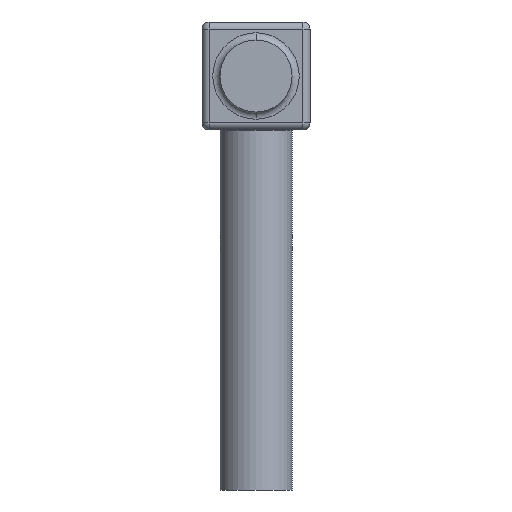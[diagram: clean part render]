
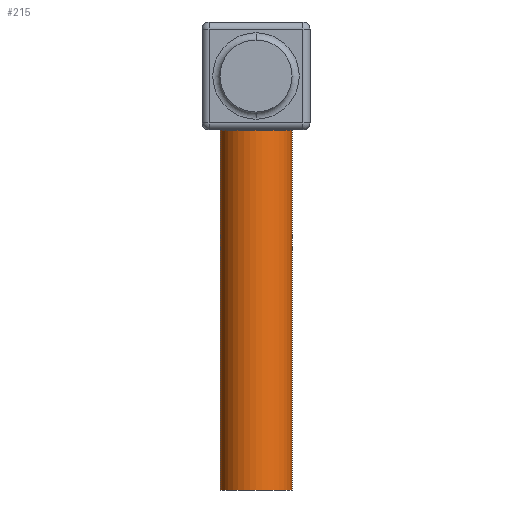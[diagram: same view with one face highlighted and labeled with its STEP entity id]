
A CAD part, front view. The second image highlights one B-rep face of the part: STEP entity #215.
In plain terms, the highlighted cylindrical face has radius 5 mm (diameter 10 mm), a partial arc.
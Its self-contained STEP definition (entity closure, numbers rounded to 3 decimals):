
#9 = VECTOR ( 'NONE', #574, 1000. ) ;
#20 = FACE_OUTER_BOUND ( 'NONE', #31, .T. ) ;
#31 = EDGE_LOOP ( 'NONE', ( #146, #787, #48, #297 ) ) ;
#48 = ORIENTED_EDGE ( 'NONE', *, *, #896, .T. ) ;
#104 = DIRECTION ( 'NONE',  ( 0., 0., -1. ) ) ;
#146 = ORIENTED_EDGE ( 'NONE', *, *, #431, .F. ) ;
#213 = CARTESIAN_POINT ( 'NONE',  ( 0., 0., -7.5 ) ) ;
#215 = ADVANCED_FACE ( 'NONE', ( #20 ), #537, .T. ) ;
#283 = CARTESIAN_POINT ( 'NONE',  ( -5., 0., -57.5 ) ) ;
#297 = ORIENTED_EDGE ( 'NONE', *, *, #474, .T. ) ;
#344 = DIRECTION ( 'NONE',  ( 1., 0., 0. ) ) ;
#349 = AXIS2_PLACEMENT_3D ( 'NONE', #213, #810, #585 ) ;
#420 = DIRECTION ( 'NONE',  ( 0., 0., 1. ) ) ;
#431 = EDGE_CURVE ( 'NONE', #646, #502, #612, .T. ) ;
#453 = DIRECTION ( 'NONE',  ( -1., 0., 0. ) ) ;
#474 = EDGE_CURVE ( 'NONE', #746, #502, #814, .T. ) ;
#502 = VERTEX_POINT ( 'NONE', #732 ) ;
#521 = CARTESIAN_POINT ( 'NONE',  ( 5., 0., -7.5 ) ) ;
#526 = CARTESIAN_POINT ( 'NONE',  ( 0., 0., -57.5 ) ) ;
#537 = CYLINDRICAL_SURFACE ( 'NONE', #655, 5. ) ;
#574 = DIRECTION ( 'NONE',  ( 0., 0., 1. ) ) ;
#585 = DIRECTION ( 'NONE',  ( 1., 0., 0. ) ) ;
#586 = CARTESIAN_POINT ( 'NONE',  ( 5., 0., -57.5 ) ) ;
#592 = LINE ( 'NONE', #815, #622 ) ;
#612 = LINE ( 'NONE', #734, #9 ) ;
#622 = VECTOR ( 'NONE', #820, 1000. ) ;
#646 = VERTEX_POINT ( 'NONE', #283 ) ;
#655 = AXIS2_PLACEMENT_3D ( 'NONE', #707, #420, #344 ) ;
#678 = AXIS2_PLACEMENT_3D ( 'NONE', #526, #104, #453 ) ;
#707 = CARTESIAN_POINT ( 'NONE',  ( 0., 0., -57.5 ) ) ;
#732 = CARTESIAN_POINT ( 'NONE',  ( -5., 0., -7.5 ) ) ;
#734 = CARTESIAN_POINT ( 'NONE',  ( -5., 0., -57.5 ) ) ;
#746 = VERTEX_POINT ( 'NONE', #521 ) ;
#787 = ORIENTED_EDGE ( 'NONE', *, *, #822, .F. ) ;
#810 = DIRECTION ( 'NONE',  ( 0., 0., -1. ) ) ;
#814 = CIRCLE ( 'NONE', #349, 5. ) ;
#815 = CARTESIAN_POINT ( 'NONE',  ( 5., 0., -57.5 ) ) ;
#820 = DIRECTION ( 'NONE',  ( 0., 0., 1. ) ) ;
#822 = EDGE_CURVE ( 'NONE', #838, #646, #913, .T. ) ;
#838 = VERTEX_POINT ( 'NONE', #586 ) ;
#896 = EDGE_CURVE ( 'NONE', #838, #746, #592, .T. ) ;
#913 = CIRCLE ( 'NONE', #678, 5. ) ;
